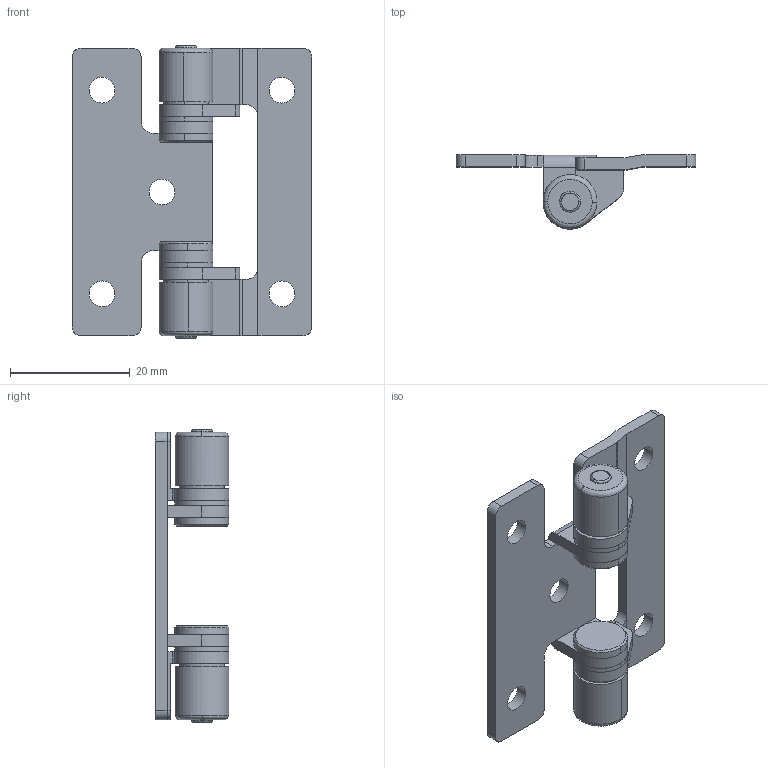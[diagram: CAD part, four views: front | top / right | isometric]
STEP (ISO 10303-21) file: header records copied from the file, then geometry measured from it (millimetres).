
FILE_DESCRIPTION((''),'2;1');
FILE_NAME('','2013-02-25T09:54:12',(''),(''),'','CADfix','');
FILE_SCHEMA(('AUTOMOTIVE_DESIGN { 1 0 10303 214 1 1 1 1 }'));
Length unit declared in the file: millimetre
Bounding box: 40 x 12.3 x 48.8 mm (x, y, z)
Volume: 4890.2 mm3; surface area: 6777.5 mm2
Topology: 6 solids, 6 shells, 160 faces, 512 edges, 376 vertices
Faces by surface type: bspline 160
Entity records: 6758 total; most frequent: CARTESIAN_POINT 3929, ORIENTED_EDGE 1024, EDGE_CURVE 512, VERTEX_POINT 376, EDGE_LOOP 194, QUASI_UNIFORM_CURVE 184, FACE_OUTER_BOUND 160, ADVANCED_FACE 160
